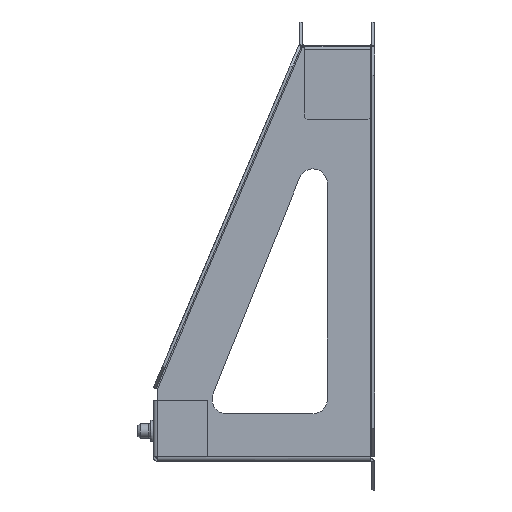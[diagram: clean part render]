
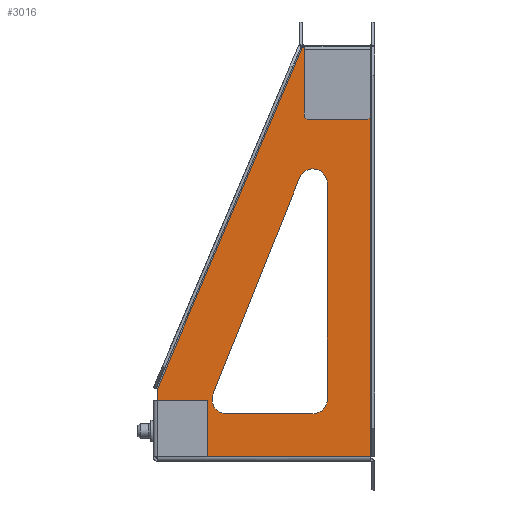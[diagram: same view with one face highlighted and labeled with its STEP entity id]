
A CAD part, left-side view. The second image highlights one B-rep face of the part: STEP entity #3016.
In plain terms, the highlighted planar face has unit normal (-1, 0, 0).
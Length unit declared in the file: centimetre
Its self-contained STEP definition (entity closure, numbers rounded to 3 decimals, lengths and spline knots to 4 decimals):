
#272=CIRCLE('',#3190,0.5);
#274=CIRCLE('',#3194,0.5);
#276=CIRCLE('',#3198,0.5);
#368=VERTEX_POINT('',#4304);
#400=VERTEX_POINT('',#4394);
#403=VERTEX_POINT('',#4402);
#416=VERTEX_POINT('',#4436);
#443=VERTEX_POINT('',#4520);
#444=VERTEX_POINT('',#4522);
#446=VERTEX_POINT('',#4528);
#448=VERTEX_POINT('',#4534);
#450=VERTEX_POINT('',#4540);
#452=VERTEX_POINT('',#4546);
#521=VERTEX_POINT('',#4775);
#671=VECTOR('',#3555,1.);
#713=VECTOR('',#3662,1.);
#717=VECTOR('',#3673,1.);
#721=VECTOR('',#3684,1.);
#743=VECTOR('',#3736,1.);
#793=VECTOR('',#3886,1.);
#795=VECTOR('',#3895,1.);
#801=VECTOR('',#3911,1.);
#957=LINE('',#4403,#671);
#999=LINE('',#4527,#713);
#1003=LINE('',#4539,#717);
#1007=LINE('',#4550,#721);
#1029=LINE('',#4606,#743);
#1079=LINE('',#4768,#793);
#1081=LINE('',#4774,#795);
#1087=LINE('',#4793,#801);
#1266=EDGE_CURVE('',#403,#400,#957,.T.);
#1324=EDGE_CURVE('',#444,#443,#272,.T.);
#1327=EDGE_CURVE('',#446,#444,#999,.T.);
#1330=EDGE_CURVE('',#448,#446,#274,.T.);
#1333=EDGE_CURVE('',#450,#448,#1003,.T.);
#1336=EDGE_CURVE('',#452,#450,#276,.T.);
#1339=EDGE_CURVE('',#443,#452,#1007,.T.);
#1367=EDGE_CURVE('',#403,#416,#1029,.T.);
#1450=EDGE_CURVE('',#400,#368,#1079,.T.);
#1454=EDGE_CURVE('',#368,#521,#1081,.T.);
#1464=EDGE_CURVE('',#521,#416,#1087,.T.);
#2096=ORIENTED_EDGE('',*,*,#1324,.T.);
#2097=ORIENTED_EDGE('',*,*,#1339,.T.);
#2098=ORIENTED_EDGE('',*,*,#1336,.T.);
#2099=ORIENTED_EDGE('',*,*,#1333,.T.);
#2100=ORIENTED_EDGE('',*,*,#1330,.T.);
#2101=ORIENTED_EDGE('',*,*,#1327,.T.);
#2102=ORIENTED_EDGE('',*,*,#1450,.F.);
#2103=ORIENTED_EDGE('',*,*,#1266,.F.);
#2104=ORIENTED_EDGE('',*,*,#1367,.T.);
#2105=ORIENTED_EDGE('',*,*,#1464,.F.);
#2106=ORIENTED_EDGE('',*,*,#1454,.F.);
#2587=EDGE_LOOP('',(#2096,#2097,#2098,#2099,#2100,#2101));
#2588=EDGE_LOOP('',(#2102,#2103,#2104,#2105,#2106));
#2807=FACE_BOUND('',#2587,.T.);
#2808=FACE_BOUND('',#2588,.T.);
#3016=ADVANCED_FACE('',(#2807,#2808),#5203,.F.);
#3190=AXIS2_PLACEMENT_3D('',#4521,#3657,#3658);
#3194=AXIS2_PLACEMENT_3D('',#4533,#3668,#3669);
#3198=AXIS2_PLACEMENT_3D('',#4545,#3679,#3680);
#3288=AXIS2_PLACEMENT_3D('',#4794,#3912,$);
#3555=DIRECTION('',(0.,-1.,0.));
#3657=DIRECTION('',(1.,0.,0.));
#3658=DIRECTION('',(0.,0.,0.5));
#3662=DIRECTION('',(0.,-0.371,0.928));
#3668=DIRECTION('',(1.,0.,0.));
#3669=DIRECTION('',(0.,0.,0.5));
#3673=DIRECTION('',(0.,1.,0.));
#3679=DIRECTION('',(1.,0.,0.));
#3680=DIRECTION('',(0.,0.,0.5));
#3684=DIRECTION('',(0.,0.,-1.));
#3736=DIRECTION('',(0.,0.391,-0.921));
#3886=DIRECTION('',(0.,0.,-1.));
#3895=DIRECTION('',(0.,1.,0.));
#3911=DIRECTION('',(0.,0.,1.));
#3912=DIRECTION('',(1.,0.,0.));
#4304=CARTESIAN_POINT('',(-0.1,0.15,0.15));
#4394=CARTESIAN_POINT('',(-0.1,0.15,14.4));
#4402=CARTESIAN_POINT('',(-0.1,2.5,14.4));
#4403=CARTESIAN_POINT('',(-0.1,0.,14.4));
#4436=CARTESIAN_POINT('',(-0.1,7.55,2.5029));
#4520=CARTESIAN_POINT('',(-0.1,1.65,9.65));
#4521=CARTESIAN_POINT('',(-0.1,2.15,9.65));
#4522=CARTESIAN_POINT('',(-0.1,2.6142,9.8357));
#4527=CARTESIAN_POINT('',(-0.1,3.141,8.5189));
#4528=CARTESIAN_POINT('',(-0.1,5.6142,2.3357));
#4533=CARTESIAN_POINT('',(-0.1,5.15,2.15));
#4534=CARTESIAN_POINT('',(-0.1,5.15,1.65));
#4539=CARTESIAN_POINT('',(-0.1,4.4625,1.65));
#4540=CARTESIAN_POINT('',(-0.1,2.15,1.65));
#4545=CARTESIAN_POINT('',(-0.1,2.15,2.15));
#4546=CARTESIAN_POINT('',(-0.1,1.65,2.15));
#4550=CARTESIAN_POINT('',(-0.1,1.65,4.6975));
#4606=CARTESIAN_POINT('',(-0.1,3.884,11.1394));
#4768=CARTESIAN_POINT('',(-0.1,0.15,10.8225));
#4774=CARTESIAN_POINT('',(-0.1,5.6625,0.15));
#4775=CARTESIAN_POINT('',(-0.1,7.55,0.15));
#4793=CARTESIAN_POINT('',(-0.1,7.55,14.4));
#4794=CARTESIAN_POINT('',(-0.1,3.775,7.245));
#5203=PLANE('',#3288);
